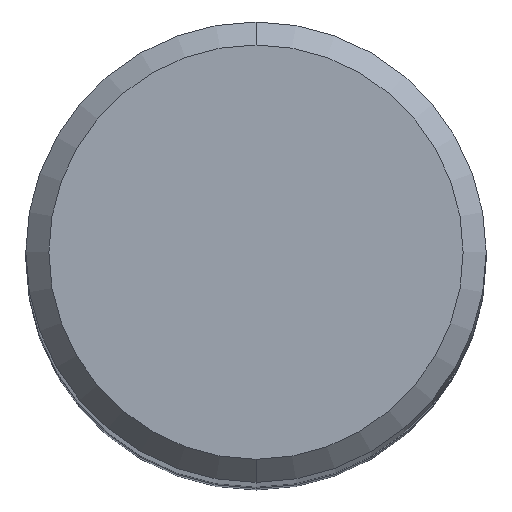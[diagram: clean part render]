
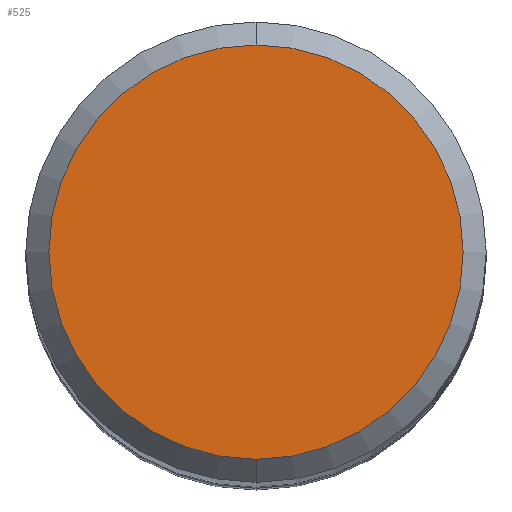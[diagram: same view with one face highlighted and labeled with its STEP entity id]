
A CAD part, top view. The second image highlights one B-rep face of the part: STEP entity #525.
In plain terms, the highlighted planar face has unit normal (0, 0, 1).
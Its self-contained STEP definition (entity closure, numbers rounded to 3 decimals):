
#293=EDGE_CURVE('',#533,#351,#687,.T.);
#351=VERTEX_POINT('',#752);
#367=EDGE_CURVE('',#351,#533,#771,.T.);
#525=ADVANCED_FACE('',(#945),#946,.T.);
#533=VERTEX_POINT('',#955);
#687=CIRCLE('',#1230,4.5);
#752=CARTESIAN_POINT('',(0.,-4.5,0.0));
#771=CIRCLE('',#1344,4.5);
#945=FACE_OUTER_BOUND('',#1674,.T.);
#946=PLANE('',#1675);
#955=CARTESIAN_POINT('',(0.0,4.5,0.0));
#1230=AXIS2_PLACEMENT_3D('',#1904,#1905,#1906);
#1344=AXIS2_PLACEMENT_3D('',#2001,#2002,#2003);
#1674=EDGE_LOOP('',(#2207,#2208));
#1675=AXIS2_PLACEMENT_3D('',#2209,#2210,#2211);
#1904=CARTESIAN_POINT('',(0.0,0.0,0.0));
#1905=DIRECTION('',(0.0,0.0,-1.0));
#1906=DIRECTION('',(0.0,1.0,0.0));
#2001=CARTESIAN_POINT('',(0.0,0.0,0.0));
#2002=DIRECTION('',(0.0,0.0,-1.0));
#2003=DIRECTION('',(0.0,1.0,0.0));
#2207=ORIENTED_EDGE('',*,*,#293,.F.);
#2208=ORIENTED_EDGE('',*,*,#367,.F.);
#2209=CARTESIAN_POINT('',(0.0,2.25,0.0));
#2210=DIRECTION('',(-0.0,0.0,1.0));
#2211=DIRECTION('',(0.0,-1.0,0.0));
